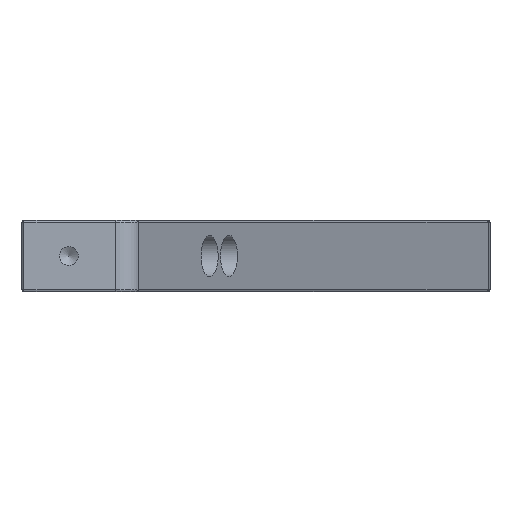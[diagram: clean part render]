
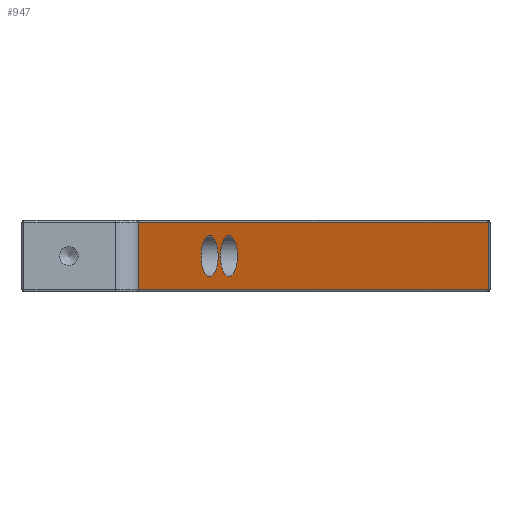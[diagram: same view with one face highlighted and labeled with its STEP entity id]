
A CAD part, left-side view. The second image highlights one B-rep face of the part: STEP entity #947.
In plain terms, the highlighted planar face has unit normal (-0.383, -0.924, 0).
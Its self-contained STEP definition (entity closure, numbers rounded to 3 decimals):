
#231 =( BOUNDED_CURVE ( )  B_SPLINE_CURVE ( 3, ( #314, #309, #315, #316, #317, #318, #319 ),
 .UNSPECIFIED., .T., .F. ) 
 B_SPLINE_CURVE_WITH_KNOTS ( ( 4, 3, 4 ),
 ( 0., 3.142, 6.283 ),
 .UNSPECIFIED. ) 
 CURVE ( )  GEOMETRIC_REPRESENTATION_ITEM ( )  RATIONAL_B_SPLINE_CURVE ( ( 1., 0.333, 0.333, 1., 0.333, 0.333, 1. ) ) 
 REPRESENTATION_ITEM ( '' )  );
#232 =( BOUNDED_CURVE ( )  B_SPLINE_CURVE ( 3, ( #371, #375, #376, #377, #378, #379, #380 ),
 .UNSPECIFIED., .T., .F. ) 
 B_SPLINE_CURVE_WITH_KNOTS ( ( 4, 3, 4 ),
 ( 0., 3.142, 6.283 ),
 .UNSPECIFIED. ) 
 CURVE ( )  GEOMETRIC_REPRESENTATION_ITEM ( )  RATIONAL_B_SPLINE_CURVE ( ( 1., 0.333, 0.333, 1., 0.333, 0.333, 1. ) ) 
 REPRESENTATION_ITEM ( '' )  );
#304 = CARTESIAN_POINT ( 'NONE',  ( -382.437, 8.995, 9.5 ) ) ;
#309 = CARTESIAN_POINT ( 'NONE',  ( -567.575, 85.669, 11. ) ) ;
#310 = DIRECTION ( 'NONE',  ( 0., 0., -1. ) ) ;
#311 = CARTESIAN_POINT ( 'NONE',  ( -608.062, 102.437, -9. ) ) ;
#312 = CARTESIAN_POINT ( 'NONE',  ( -608.062, 102.437, 9.5 ) ) ;
#313 = DIRECTION ( 'NONE',  ( 0.924, -0.383, 0. ) ) ;
#314 = CARTESIAN_POINT ( 'NONE',  ( -567.575, 85.669, 0. ) ) ;
#315 = CARTESIAN_POINT ( 'NONE',  ( -556.575, 81.114, 11. ) ) ;
#316 = CARTESIAN_POINT ( 'NONE',  ( -556.575, 81.114, 0. ) ) ;
#317 = CARTESIAN_POINT ( 'NONE',  ( -556.575, 81.114, -11. ) ) ;
#318 = CARTESIAN_POINT ( 'NONE',  ( -567.575, 85.669, -11. ) ) ;
#319 = CARTESIAN_POINT ( 'NONE',  ( -567.575, 85.669, 0. ) ) ;
#320 = DIRECTION ( 'NONE',  ( 0., 0., -1. ) ) ;
#367 = CARTESIAN_POINT ( 'NONE',  ( -608.062, 102.437, 9. ) ) ;
#371 = CARTESIAN_POINT ( 'NONE',  ( -555.075, 80.492, 0. ) ) ;
#375 = CARTESIAN_POINT ( 'NONE',  ( -555.075, 80.492, 11. ) ) ;
#376 = CARTESIAN_POINT ( 'NONE',  ( -544.075, 75.937, 11. ) ) ;
#377 = CARTESIAN_POINT ( 'NONE',  ( -544.075, 75.937, 0. ) ) ;
#378 = CARTESIAN_POINT ( 'NONE',  ( -544.075, 75.937, -11. ) ) ;
#379 = CARTESIAN_POINT ( 'NONE',  ( -555.075, 80.492, -11. ) ) ;
#380 = CARTESIAN_POINT ( 'NONE',  ( -555.075, 80.492, 0. ) ) ;
#381 = DIRECTION ( 'NONE',  ( -0.924, 0.383, 0. ) ) ;
#567 = CARTESIAN_POINT ( 'NONE',  ( -567.575, 85.669, 0. ) ) ;
#572 = CARTESIAN_POINT ( 'NONE',  ( -555.075, 80.492, 0. ) ) ;
#662 = VERTEX_POINT ( 'NONE', #567 ) ;
#667 = VERTEX_POINT ( 'NONE', #572 ) ;
#771 = EDGE_LOOP ( 'NONE', ( #1260 ) ) ;
#811 = EDGE_LOOP ( 'NONE', ( #1254 ) ) ;
#812 = EDGE_LOOP ( 'NONE', ( #1256, #1257, #1258, #1259 ) ) ;
#947 = ADVANCED_FACE ( 'NONE', ( #1746, #1749, #1745 ), #2251, .F. ) ;
#1160 = VERTEX_POINT ( 'NONE', #2514 ) ;
#1164 = VERTEX_POINT ( 'NONE', #2516 ) ;
#1165 = VERTEX_POINT ( 'NONE', #2512 ) ;
#1166 = VERTEX_POINT ( 'NONE', #2517 ) ;
#1254 = ORIENTED_EDGE ( 'NONE', *, *, #2781, .T. ) ;
#1256 = ORIENTED_EDGE ( 'NONE', *, *, #2784, .T. ) ;
#1257 = ORIENTED_EDGE ( 'NONE', *, *, #2779, .T. ) ;
#1258 = ORIENTED_EDGE ( 'NONE', *, *, #2777, .F. ) ;
#1259 = ORIENTED_EDGE ( 'NONE', *, *, #2831, .T. ) ;
#1260 = ORIENTED_EDGE ( 'NONE', *, *, #2829, .T. ) ;
#1745 = FACE_BOUND ( 'NONE', #771, .T. ) ;
#1746 = FACE_BOUND ( 'NONE', #811, .T. ) ;
#1749 = FACE_OUTER_BOUND ( 'NONE', #812, .T. ) ;
#2063 = AXIS2_PLACEMENT_3D ( 'NONE', #2249, #2248, #2253 ) ;
#2248 = DIRECTION ( 'NONE',  ( 0.383, 0.924, 0. ) ) ;
#2249 = CARTESIAN_POINT ( 'NONE',  ( -608.062, 102.437, 9.5 ) ) ;
#2251 = PLANE ( 'NONE',  #2063 ) ;
#2253 = DIRECTION ( 'NONE',  ( -0.924, 0.383, 0. ) ) ;
#2512 = CARTESIAN_POINT ( 'NONE',  ( -382.437, 8.995, 9. ) ) ;
#2514 = CARTESIAN_POINT ( 'NONE',  ( -608.062, 102.437, 9. ) ) ;
#2516 = CARTESIAN_POINT ( 'NONE',  ( -608.062, 102.437, -9. ) ) ;
#2517 = CARTESIAN_POINT ( 'NONE',  ( -382.437, 8.995, -9. ) ) ;
#2777 = EDGE_CURVE ( 'NONE', #1165, #1166, #2996, .T. ) ;
#2779 = EDGE_CURVE ( 'NONE', #1164, #1166, #2999, .T. ) ;
#2781 = EDGE_CURVE ( 'NONE', #662, #662, #231, .T. ) ;
#2784 = EDGE_CURVE ( 'NONE', #1160, #1164, #3003, .T. ) ;
#2829 = EDGE_CURVE ( 'NONE', #667, #667, #232, .T. ) ;
#2831 = EDGE_CURVE ( 'NONE', #1165, #1160, #3029, .T. ) ;
#2996 = LINE ( 'NONE', #304, #3000 ) ;
#2999 = LINE ( 'NONE', #311, #3001 ) ;
#3000 = VECTOR ( 'NONE', #310, 1000. ) ;
#3001 = VECTOR ( 'NONE', #313, 1000. ) ;
#3002 = VECTOR ( 'NONE', #320, 1000. ) ;
#3003 = LINE ( 'NONE', #312, #3002 ) ;
#3029 = LINE ( 'NONE', #367, #3033 ) ;
#3033 = VECTOR ( 'NONE', #381, 1000. ) ;
